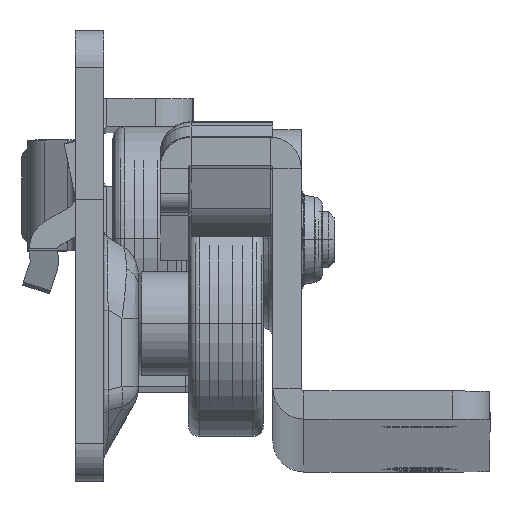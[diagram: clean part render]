
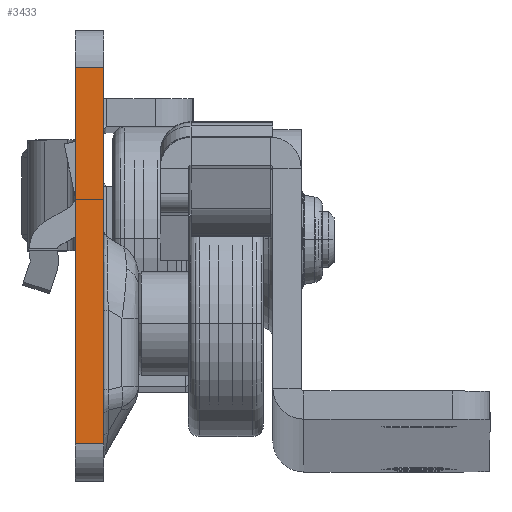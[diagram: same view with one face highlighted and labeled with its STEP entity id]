
A CAD part, top view. The second image highlights one B-rep face of the part: STEP entity #3433.
In plain terms, the highlighted planar face has unit normal (0, 0, 1).
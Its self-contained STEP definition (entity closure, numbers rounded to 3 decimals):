
#525 = CARTESIAN_POINT ( 'NONE',  ( -3., 18.3, 0. ) ) ;
#685 = EDGE_LOOP ( 'NONE', ( #25588, #24759, #3225, #11919 ) ) ;
#1552 = AXIS2_PLACEMENT_3D ( 'NONE', #21950, #10880, #2672 ) ;
#1892 = VERTEX_POINT ( 'NONE', #25520 ) ;
#2672 = DIRECTION ( 'NONE',  ( 1., 0., 0. ) ) ;
#3089 = CARTESIAN_POINT ( 'NONE',  ( 0., -21.7, 0. ) ) ;
#3225 = ORIENTED_EDGE ( 'NONE', *, *, #3730, .T. ) ;
#3433 = ADVANCED_FACE ( 'NONE', ( #19676 ), #22095, .T. ) ;
#3564 = VERTEX_POINT ( 'NONE', #3089 ) ;
#3730 = EDGE_CURVE ( 'NONE', #10679, #1892, #10152, .T. ) ;
#4288 = EDGE_CURVE ( 'NONE', #1892, #3564, #9611, .T. ) ;
#4454 = CARTESIAN_POINT ( 'NONE',  ( -3., 18.3, 0. ) ) ;
#6359 = EDGE_CURVE ( 'NONE', #6565, #3564, #12922, .T. ) ;
#6565 = VERTEX_POINT ( 'NONE', #16728 ) ;
#7620 = DIRECTION ( 'NONE',  ( 1., 0., 0. ) ) ;
#9095 = CARTESIAN_POINT ( 'NONE',  ( 0., -29.094, 0. ) ) ;
#9611 = LINE ( 'NONE', #26788, #15594 ) ;
#10152 = LINE ( 'NONE', #22927, #12362 ) ;
#10679 = VERTEX_POINT ( 'NONE', #4454 ) ;
#10880 = DIRECTION ( 'NONE',  ( 0., 0., 1. ) ) ;
#11919 = ORIENTED_EDGE ( 'NONE', *, *, #4288, .T. ) ;
#12362 = VECTOR ( 'NONE', #16814, 1000. ) ;
#12922 = LINE ( 'NONE', #9095, #20043 ) ;
#15594 = VECTOR ( 'NONE', #7620, 1000. ) ;
#15840 = LINE ( 'NONE', #525, #26907 ) ;
#16728 = CARTESIAN_POINT ( 'NONE',  ( 0., 18.3, 0. ) ) ;
#16814 = DIRECTION ( 'NONE',  ( 0., -1., 0. ) ) ;
#18103 = DIRECTION ( 'NONE',  ( 1., 0., 0. ) ) ;
#19676 = FACE_OUTER_BOUND ( 'NONE', #685, .T. ) ;
#20043 = VECTOR ( 'NONE', #26270, 1000. ) ;
#21756 = EDGE_CURVE ( 'NONE', #10679, #6565, #15840, .T. ) ;
#21950 = CARTESIAN_POINT ( 'NONE',  ( -3., -29.094, 0. ) ) ;
#22095 = PLANE ( 'NONE',  #1552 ) ;
#22927 = CARTESIAN_POINT ( 'NONE',  ( -3., -29.094, 0. ) ) ;
#24759 = ORIENTED_EDGE ( 'NONE', *, *, #21756, .F. ) ;
#25520 = CARTESIAN_POINT ( 'NONE',  ( -3., -21.7, 0. ) ) ;
#25588 = ORIENTED_EDGE ( 'NONE', *, *, #6359, .F. ) ;
#26270 = DIRECTION ( 'NONE',  ( 0., -1., 0. ) ) ;
#26788 = CARTESIAN_POINT ( 'NONE',  ( -122.719, -21.7, 0. ) ) ;
#26907 = VECTOR ( 'NONE', #18103, 1000. ) ;
